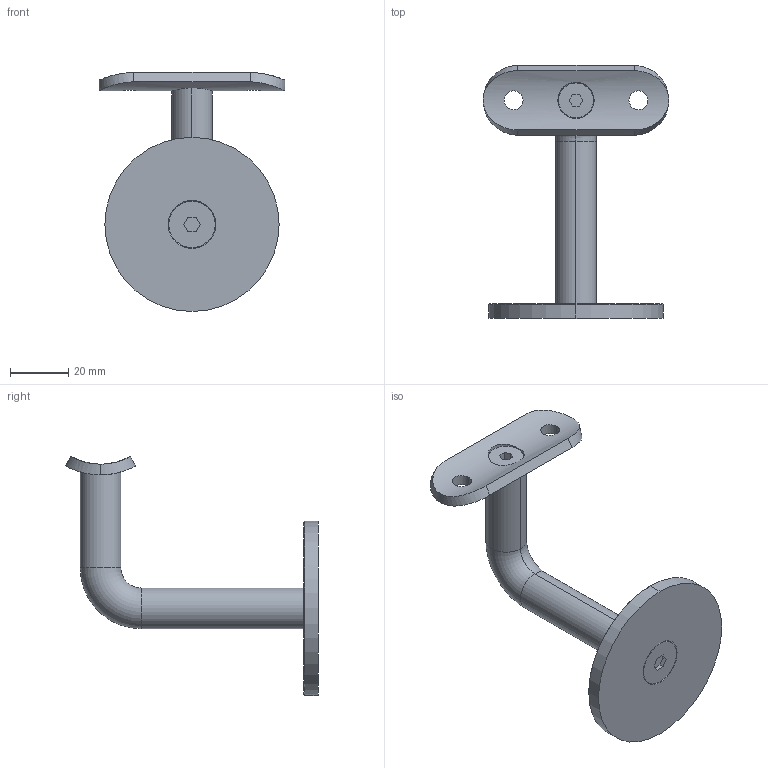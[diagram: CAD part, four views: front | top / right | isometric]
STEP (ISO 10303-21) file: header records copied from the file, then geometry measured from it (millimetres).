
FILE_DESCRIPTION (( 'STEP AP203' ), '1' );
FILE_NAME ('A-0111-042.STEP', '2019-05-04T09:46:00', ( '' ), ( '' ), 'SwSTEP 2.0', 'SolidWorks 2013', '' );
FILE_SCHEMA (( 'CONFIG_CONTROL_DESIGN' ));
Length unit declared in the file: millimetre
Products named in the file (6): A-0111-042 P2; A_1800-042; A-0111-042; A-0111-042 P1; Skrutka DIN 7991_Skrutka M 8x 16 ; DIN 7991 M6x10
Assembly tree (5 placements, depth 2):
  A-0111-042
    A-0111-042 P2
    A-0111-042 P1
    DIN 7991 M6x10
    Skrutka DIN 7991_Skrutka M 8x 16 
    A_1800-042
Bounding box: 64 x 87 x 82.32 mm (x, y, z)
Volume: 35478.8 mm3; surface area: 16834.7 mm2
Topology: 5 solids, 5 shells, 90 faces, 194 edges, 116 vertices
Faces by surface type: cylinder 36, plane 26, cone 22, bspline 4, torus 2
Entity records: 4008 total; most frequent: CARTESIAN_POINT 1434, DIRECTION 424, ORIENTED_EDGE 380, EDGE_CURVE 190, AXIS2_PLACEMENT_3D 162, VERTEX_POINT 116, EDGE_LOOP 104, LINE 100
